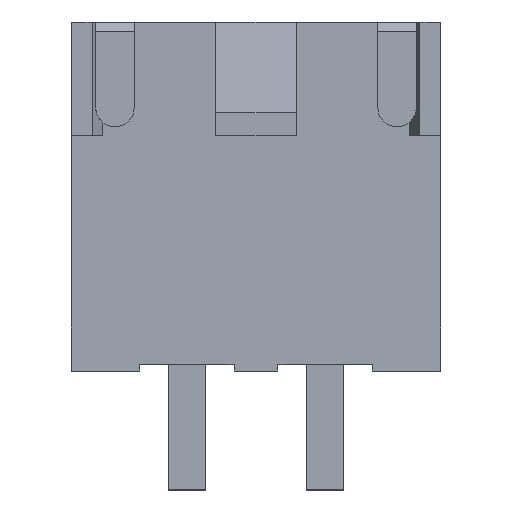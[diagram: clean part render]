
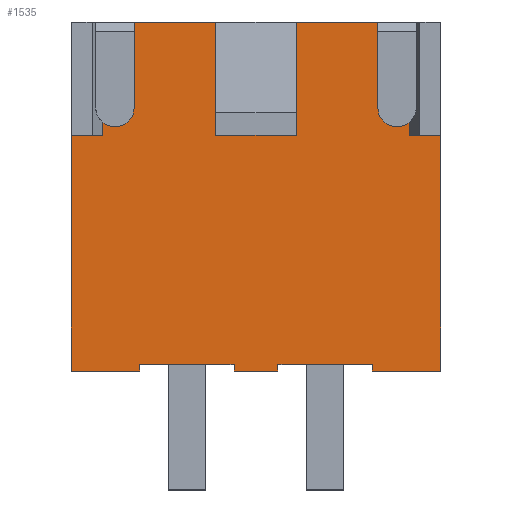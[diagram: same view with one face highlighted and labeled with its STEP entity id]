
A CAD part, top view. The second image highlights one B-rep face of the part: STEP entity #1535.
In plain terms, the highlighted planar face has unit normal (0, 0, 1).
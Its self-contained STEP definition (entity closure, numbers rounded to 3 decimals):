
#9=DIRECTION('',(0.,-1.,0.));
#10=VECTOR('',#9,6.75);
#11=CARTESIAN_POINT('',(-5.29,1.75,3.85));
#12=LINE('',#11,#10);
#271=DIRECTION('',(0.,1.,0.));
#272=VECTOR('',#271,0.2);
#273=CARTESIAN_POINT('',(0.63,-5.,3.85));
#274=LINE('',#273,#272);
#275=DIRECTION('',(0.,1.,0.));
#276=VECTOR('',#275,0.2);
#277=CARTESIAN_POINT('',(-0.63,-5.,3.85));
#278=LINE('',#277,#276);
#279=DIRECTION('',(-1.,0.,0.));
#280=VECTOR('',#279,2.7);
#281=CARTESIAN_POINT('',(-0.63,-4.8,3.85));
#282=LINE('',#281,#280);
#283=DIRECTION('',(0.,1.,0.));
#284=VECTOR('',#283,0.2);
#285=CARTESIAN_POINT('',(-3.33,-5.,3.85));
#286=LINE('',#285,#284);
#287=DIRECTION('',(1.,0.,0.));
#288=VECTOR('',#287,0.9);
#289=CARTESIAN_POINT('',(-5.29,1.75,3.85));
#290=LINE('',#289,#288);
#291=DIRECTION('',(0.,-1.,0.));
#292=VECTOR('',#291,0.376);
#293=CARTESIAN_POINT('',(-4.39,2.126,3.85));
#294=LINE('',#293,#292);
#295=CARTESIAN_POINT('',(-4.04,2.55,3.85));
#296=DIRECTION('',(0.,0.,1.));
#297=DIRECTION('',(-0.636,-0.771,0.));
#298=AXIS2_PLACEMENT_3D('',#295,#296,#297);
#300=DIRECTION('',(0.,-1.,0.));
#301=VECTOR('',#300,2.45);
#302=CARTESIAN_POINT('',(-3.49,5.,3.85));
#303=LINE('',#302,#301);
#304=DIRECTION('',(1.,0.,0.));
#305=VECTOR('',#304,2.34);
#306=CARTESIAN_POINT('',(-3.49,5.,3.85));
#307=LINE('',#306,#305);
#308=DIRECTION('',(0.,-1.,0.));
#309=VECTOR('',#308,3.25);
#310=CARTESIAN_POINT('',(-1.15,5.,3.85));
#311=LINE('',#310,#309);
#312=DIRECTION('',(1.,0.,0.));
#313=VECTOR('',#312,2.3);
#314=CARTESIAN_POINT('',(-1.15,1.75,3.85));
#315=LINE('',#314,#313);
#316=DIRECTION('',(0.,-1.,0.));
#317=VECTOR('',#316,3.25);
#318=CARTESIAN_POINT('',(1.15,5.,3.85));
#319=LINE('',#318,#317);
#320=DIRECTION('',(1.,0.,0.));
#321=VECTOR('',#320,2.34);
#322=CARTESIAN_POINT('',(1.15,5.,3.85));
#323=LINE('',#322,#321);
#324=DIRECTION('',(0.,-1.,0.));
#325=VECTOR('',#324,2.45);
#326=CARTESIAN_POINT('',(3.49,5.,3.85));
#327=LINE('',#326,#325);
#328=CARTESIAN_POINT('',(4.04,2.55,3.85));
#329=DIRECTION('',(0.,0.,1.));
#330=DIRECTION('',(-1.,0.,0.));
#331=AXIS2_PLACEMENT_3D('',#328,#329,#330);
#333=DIRECTION('',(0.,-1.,0.));
#334=VECTOR('',#333,0.376);
#335=CARTESIAN_POINT('',(4.39,2.126,3.85));
#336=LINE('',#335,#334);
#337=DIRECTION('',(1.,0.,0.));
#338=VECTOR('',#337,0.9);
#339=CARTESIAN_POINT('',(4.39,1.75,3.85));
#340=LINE('',#339,#338);
#341=DIRECTION('',(0.,1.,0.));
#342=VECTOR('',#341,0.2);
#343=CARTESIAN_POINT('',(3.33,-5.,3.85));
#344=LINE('',#343,#342);
#345=DIRECTION('',(-1.,0.,0.));
#346=VECTOR('',#345,2.7);
#347=CARTESIAN_POINT('',(3.33,-4.8,3.85));
#348=LINE('',#347,#346);
#377=DIRECTION('',(1.,0.,0.));
#378=VECTOR('',#377,1.96);
#379=CARTESIAN_POINT('',(-5.29,-5.,3.85));
#380=LINE('',#379,#378);
#389=DIRECTION('',(1.,0.,0.));
#390=VECTOR('',#389,1.26);
#391=CARTESIAN_POINT('',(-0.63,-5.,3.85));
#392=LINE('',#391,#390);
#397=DIRECTION('',(1.,0.,0.));
#398=VECTOR('',#397,1.96);
#399=CARTESIAN_POINT('',(3.33,-5.,3.85));
#400=LINE('',#399,#398);
#461=DIRECTION('',(0.,-1.,0.));
#462=VECTOR('',#461,6.75);
#463=CARTESIAN_POINT('',(5.29,1.75,3.85));
#464=LINE('',#463,#462);
#841=CARTESIAN_POINT('',(-5.29,-5.,3.85));
#843=VERTEX_POINT('',#841);
#847=CARTESIAN_POINT('',(5.29,-5.,3.85));
#849=VERTEX_POINT('',#847);
#869=CARTESIAN_POINT('',(-5.29,1.75,3.85));
#870=CARTESIAN_POINT('',(-4.39,1.75,3.85));
#871=VERTEX_POINT('',#869);
#872=VERTEX_POINT('',#870);
#873=CARTESIAN_POINT('',(4.39,1.75,3.85));
#874=CARTESIAN_POINT('',(5.29,1.75,3.85));
#875=VERTEX_POINT('',#873);
#876=VERTEX_POINT('',#874);
#893=CARTESIAN_POINT('',(-4.39,2.126,3.85));
#894=CARTESIAN_POINT('',(-3.49,2.55,3.85));
#895=VERTEX_POINT('',#893);
#896=VERTEX_POINT('',#894);
#897=CARTESIAN_POINT('',(-3.49,5.,3.85));
#898=VERTEX_POINT('',#897);
#899=CARTESIAN_POINT('',(3.49,5.,3.85));
#900=CARTESIAN_POINT('',(3.49,2.55,3.85));
#901=VERTEX_POINT('',#899);
#902=VERTEX_POINT('',#900);
#903=CARTESIAN_POINT('',(4.39,2.126,3.85));
#904=VERTEX_POINT('',#903);
#945=CARTESIAN_POINT('',(-1.15,5.,3.85));
#946=CARTESIAN_POINT('',(-1.15,1.75,3.85));
#947=VERTEX_POINT('',#945);
#948=VERTEX_POINT('',#946);
#949=CARTESIAN_POINT('',(1.15,5.,3.85));
#950=CARTESIAN_POINT('',(1.15,1.75,3.85));
#951=VERTEX_POINT('',#949);
#952=VERTEX_POINT('',#950);
#953=CARTESIAN_POINT('',(-3.33,-5.,3.85));
#954=CARTESIAN_POINT('',(-3.33,-4.8,3.85));
#955=VERTEX_POINT('',#953);
#956=VERTEX_POINT('',#954);
#957=CARTESIAN_POINT('',(-0.63,-5.,3.85));
#958=CARTESIAN_POINT('',(-0.63,-4.8,3.85));
#959=VERTEX_POINT('',#957);
#960=VERTEX_POINT('',#958);
#969=CARTESIAN_POINT('',(0.63,-5.,3.85));
#970=CARTESIAN_POINT('',(0.63,-4.8,3.85));
#971=VERTEX_POINT('',#969);
#972=VERTEX_POINT('',#970);
#973=CARTESIAN_POINT('',(3.33,-5.,3.85));
#974=CARTESIAN_POINT('',(3.33,-4.8,3.85));
#975=VERTEX_POINT('',#973);
#976=VERTEX_POINT('',#974);
#1484=CARTESIAN_POINT('',(-5.29,5.,3.85));
#1485=DIRECTION('',(0.,0.,1.));
#1486=DIRECTION('',(0.,-1.,0.));
#1487=AXIS2_PLACEMENT_3D('',#1484,#1485,#1486);
#1488=PLANE('',#1487);
#1490=ORIENTED_EDGE('',*,*,#1489,.F.);
#1492=ORIENTED_EDGE('',*,*,#1491,.F.);
#1494=ORIENTED_EDGE('',*,*,#1493,.T.);
#1496=ORIENTED_EDGE('',*,*,#1495,.T.);
#1498=ORIENTED_EDGE('',*,*,#1497,.F.);
#1500=ORIENTED_EDGE('',*,*,#1499,.F.);
#1501=ORIENTED_EDGE('',*,*,#1120,.F.);
#1503=ORIENTED_EDGE('',*,*,#1502,.T.);
#1505=ORIENTED_EDGE('',*,*,#1504,.F.);
#1506=ORIENTED_EDGE('',*,*,#1473,.T.);
#1508=ORIENTED_EDGE('',*,*,#1507,.F.);
#1509=ORIENTED_EDGE('',*,*,#1169,.T.);
#1511=ORIENTED_EDGE('',*,*,#1510,.T.);
#1513=ORIENTED_EDGE('',*,*,#1512,.T.);
#1515=ORIENTED_EDGE('',*,*,#1514,.F.);
#1516=ORIENTED_EDGE('',*,*,#1177,.T.);
#1518=ORIENTED_EDGE('',*,*,#1517,.T.);
#1520=ORIENTED_EDGE('',*,*,#1519,.T.);
#1522=ORIENTED_EDGE('',*,*,#1521,.T.);
#1524=ORIENTED_EDGE('',*,*,#1523,.T.);
#1526=ORIENTED_EDGE('',*,*,#1525,.T.);
#1528=ORIENTED_EDGE('',*,*,#1527,.F.);
#1530=ORIENTED_EDGE('',*,*,#1529,.T.);
#1532=ORIENTED_EDGE('',*,*,#1531,.T.);
#1533=EDGE_LOOP('',(#1490,#1492,#1494,#1496,#1498,#1500,#1501,#1503,#1505,#1506,
#1508,#1509,#1511,#1513,#1515,#1516,#1518,#1520,#1522,#1524,#1526,#1528,#1530,
#1532));
#1534=FACE_OUTER_BOUND('',#1533,.F.);
#1535=ADVANCED_FACE('',(#1534),#1488,.T.);
#299=CIRCLE('',#298,0.55);
#332=CIRCLE('',#331,0.55);
#1120=EDGE_CURVE('',#871,#843,#12,.T.);
#1169=EDGE_CURVE('',#898,#947,#307,.T.);
#1177=EDGE_CURVE('',#951,#901,#323,.T.);
#1473=EDGE_CURVE('',#895,#896,#299,.T.);
#1489=EDGE_CURVE('',#971,#972,#274,.T.);
#1491=EDGE_CURVE('',#959,#971,#392,.T.);
#1493=EDGE_CURVE('',#959,#960,#278,.T.);
#1495=EDGE_CURVE('',#960,#956,#282,.T.);
#1497=EDGE_CURVE('',#955,#956,#286,.T.);
#1499=EDGE_CURVE('',#843,#955,#380,.T.);
#1502=EDGE_CURVE('',#871,#872,#290,.T.);
#1504=EDGE_CURVE('',#895,#872,#294,.T.);
#1507=EDGE_CURVE('',#898,#896,#303,.T.);
#1510=EDGE_CURVE('',#947,#948,#311,.T.);
#1512=EDGE_CURVE('',#948,#952,#315,.T.);
#1514=EDGE_CURVE('',#951,#952,#319,.T.);
#1517=EDGE_CURVE('',#901,#902,#327,.T.);
#1519=EDGE_CURVE('',#902,#904,#332,.T.);
#1521=EDGE_CURVE('',#904,#875,#336,.T.);
#1523=EDGE_CURVE('',#875,#876,#340,.T.);
#1525=EDGE_CURVE('',#876,#849,#464,.T.);
#1527=EDGE_CURVE('',#975,#849,#400,.T.);
#1529=EDGE_CURVE('',#975,#976,#344,.T.);
#1531=EDGE_CURVE('',#976,#972,#348,.T.);
